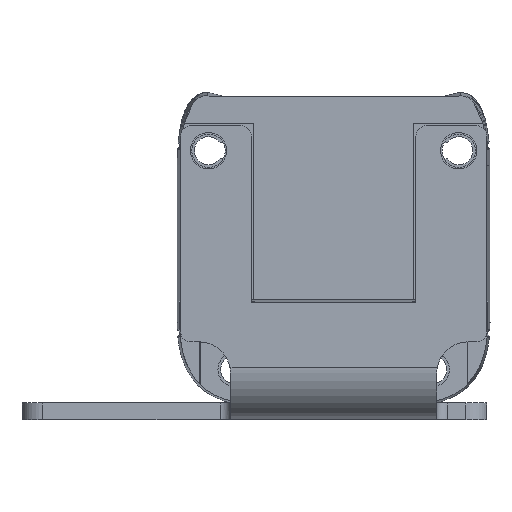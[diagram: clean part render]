
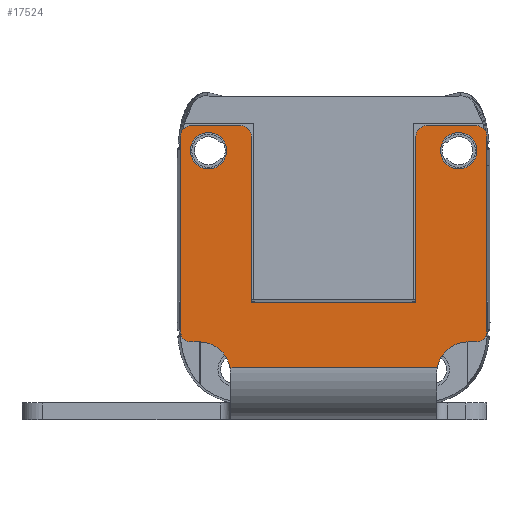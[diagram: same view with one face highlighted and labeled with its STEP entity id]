
A CAD part, front view. The second image highlights one B-rep face of the part: STEP entity #17524.
In plain terms, the highlighted planar face has unit normal (0, -1, 0).
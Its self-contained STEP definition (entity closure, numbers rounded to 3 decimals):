
#16583=DIRECTION('',(-1.,0.,0.));
#16584=VECTOR('',#16583,19.878);
#16585=CARTESIAN_POINT('',(9.939,105.8,-138.994));
#16586=LINE('',#16585,#16584);
#16606=CARTESIAN_POINT('',(12.89,105.8,-139.533));
#16607=DIRECTION('',(0.,1.,0.));
#16608=DIRECTION('',(-0.984,0.,0.18));
#16609=AXIS2_PLACEMENT_3D('',#16606,#16607,#16608);
#16611=CARTESIAN_POINT('',(-12.89,105.8,-139.533));
#16612=DIRECTION('',(0.,1.,0.));
#16613=DIRECTION('',(0.,0.,1.));
#16614=AXIS2_PLACEMENT_3D('',#16611,#16612,#16613);
#16616=CARTESIAN_POINT('',(-13.69,105.8,-135.533));
#16617=DIRECTION('',(0.,-1.,0.));
#16618=DIRECTION('',(-1.,0.,0.));
#16619=AXIS2_PLACEMENT_3D('',#16616,#16617,#16618);
#16621=DIRECTION('',(0.,0.,-1.));
#16622=VECTOR('',#16621,18.733);
#16623=CARTESIAN_POINT('',(-14.69,105.8,-116.8));
#16624=LINE('',#16623,#16622);
#16625=CARTESIAN_POINT('',(-13.69,105.8,-116.8));
#16626=DIRECTION('',(0.,-1.,0.));
#16627=DIRECTION('',(0.,0.,1.));
#16628=AXIS2_PLACEMENT_3D('',#16625,#16626,#16627);
#16630=DIRECTION('',(-1.,0.,0.));
#16631=VECTOR('',#16630,4.8);
#16632=CARTESIAN_POINT('',(-8.89,105.8,-115.8));
#16633=LINE('',#16632,#16631);
#16634=CARTESIAN_POINT('',(-8.89,105.8,-116.8));
#16635=DIRECTION('',(0.,-1.,0.));
#16636=DIRECTION('',(1.,0.,0.));
#16637=AXIS2_PLACEMENT_3D('',#16634,#16635,#16636);
#16639=DIRECTION('',(-1.,0.,0.));
#16640=VECTOR('',#16639,15.78);
#16641=CARTESIAN_POINT('',(7.89,105.8,-132.733));
#16642=LINE('',#16641,#16640);
#16643=DIRECTION('',(0.,0.,-1.));
#16644=VECTOR('',#16643,15.933);
#16645=CARTESIAN_POINT('',(7.89,105.8,-116.8));
#16646=LINE('',#16645,#16644);
#16647=CARTESIAN_POINT('',(8.89,105.8,-116.8));
#16648=DIRECTION('',(0.,-1.,0.));
#16649=DIRECTION('',(0.,0.,1.));
#16650=AXIS2_PLACEMENT_3D('',#16647,#16648,#16649);
#16652=CARTESIAN_POINT('',(13.69,105.8,-116.8));
#16653=DIRECTION('',(0.,-1.,0.));
#16654=DIRECTION('',(1.,0.,0.));
#16655=AXIS2_PLACEMENT_3D('',#16652,#16653,#16654);
#16657=CARTESIAN_POINT('',(13.69,105.8,-135.533));
#16658=DIRECTION('',(0.,-1.,0.));
#16659=DIRECTION('',(0.,0.,-1.));
#16660=AXIS2_PLACEMENT_3D('',#16657,#16658,#16659);
#16662=DIRECTION('',(1.,0.,0.));
#16663=VECTOR('',#16662,0.8);
#16664=CARTESIAN_POINT('',(12.89,105.8,-136.533));
#16665=LINE('',#16664,#16663);
#16666=CARTESIAN_POINT('',(-12.,105.8,-118.2));
#16667=DIRECTION('',(0.,1.,0.));
#16668=DIRECTION('',(0.,0.,1.));
#16669=AXIS2_PLACEMENT_3D('',#16666,#16667,#16668);
#16671=CARTESIAN_POINT('',(-12.,105.8,-118.2));
#16672=DIRECTION('',(0.,1.,0.));
#16673=DIRECTION('',(-1.,0.,0.));
#16674=AXIS2_PLACEMENT_3D('',#16671,#16672,#16673);
#16676=CARTESIAN_POINT('',(-12.,105.8,-118.2));
#16677=DIRECTION('',(0.,1.,0.));
#16678=DIRECTION('',(1.,0.,0.));
#16679=AXIS2_PLACEMENT_3D('',#16676,#16677,#16678);
#16681=CARTESIAN_POINT('',(12.,105.8,-118.2));
#16682=DIRECTION('',(0.,1.,0.));
#16683=DIRECTION('',(0.,0.,-1.));
#16684=AXIS2_PLACEMENT_3D('',#16681,#16682,#16683);
#16686=CARTESIAN_POINT('',(12.,105.8,-118.2));
#16687=DIRECTION('',(0.,1.,0.));
#16688=DIRECTION('',(1.,0.,0.));
#16689=AXIS2_PLACEMENT_3D('',#16686,#16687,#16688);
#16691=CARTESIAN_POINT('',(12.,105.8,-118.2));
#16692=DIRECTION('',(0.,1.,0.));
#16693=DIRECTION('',(0.,0.,1.));
#16694=AXIS2_PLACEMENT_3D('',#16691,#16692,#16693);
#16696=CARTESIAN_POINT('',(12.,105.8,-118.2));
#16697=DIRECTION('',(0.,1.,0.));
#16698=DIRECTION('',(-1.,0.,0.));
#16699=AXIS2_PLACEMENT_3D('',#16696,#16697,#16698);
#16701=DIRECTION('',(-1.,0.,0.));
#16702=VECTOR('',#16701,0.8);
#16703=CARTESIAN_POINT('',(-12.89,105.8,-136.533));
#16704=LINE('',#16703,#16702);
#16801=DIRECTION('',(0.,0.,-1.));
#16802=VECTOR('',#16801,18.733);
#16803=CARTESIAN_POINT('',(14.69,105.8,-116.8));
#16804=LINE('',#16803,#16802);
#16813=DIRECTION('',(1.,0.,0.));
#16814=VECTOR('',#16813,4.8);
#16815=CARTESIAN_POINT('',(8.89,105.8,-115.8));
#16816=LINE('',#16815,#16814);
#16841=DIRECTION('',(0.,0.,-1.));
#16842=VECTOR('',#16841,15.933);
#16843=CARTESIAN_POINT('',(-7.89,105.8,-116.8));
#16844=LINE('',#16843,#16842);
#17035=CARTESIAN_POINT('',(9.939,105.8,-138.994));
#17036=CARTESIAN_POINT('',(12.89,105.8,-136.533));
#17037=VERTEX_POINT('',#17035);
#17038=VERTEX_POINT('',#17036);
#17039=CARTESIAN_POINT('',(13.69,105.8,-136.533));
#17040=VERTEX_POINT('',#17039);
#17041=CARTESIAN_POINT('',(14.69,105.8,-135.533));
#17042=VERTEX_POINT('',#17041);
#17043=CARTESIAN_POINT('',(14.69,105.8,-116.8));
#17044=VERTEX_POINT('',#17043);
#17045=CARTESIAN_POINT('',(13.69,105.8,-115.8));
#17046=VERTEX_POINT('',#17045);
#17047=CARTESIAN_POINT('',(8.89,105.8,-115.8));
#17048=VERTEX_POINT('',#17047);
#17049=CARTESIAN_POINT('',(7.89,105.8,-116.8));
#17050=VERTEX_POINT('',#17049);
#17051=CARTESIAN_POINT('',(7.89,105.8,-132.733));
#17052=VERTEX_POINT('',#17051);
#17053=CARTESIAN_POINT('',(-7.89,105.8,-132.733));
#17054=VERTEX_POINT('',#17053);
#17055=CARTESIAN_POINT('',(-7.89,105.8,-116.8));
#17056=VERTEX_POINT('',#17055);
#17057=CARTESIAN_POINT('',(-8.89,105.8,-115.8));
#17058=VERTEX_POINT('',#17057);
#17059=CARTESIAN_POINT('',(-13.69,105.8,-115.8));
#17060=VERTEX_POINT('',#17059);
#17061=CARTESIAN_POINT('',(-14.69,105.8,-116.8));
#17062=VERTEX_POINT('',#17061);
#17063=CARTESIAN_POINT('',(-14.69,105.8,-135.533));
#17064=VERTEX_POINT('',#17063);
#17065=CARTESIAN_POINT('',(-13.69,105.8,-136.533));
#17066=VERTEX_POINT('',#17065);
#17067=CARTESIAN_POINT('',(-12.89,105.8,-136.533));
#17068=VERTEX_POINT('',#17067);
#17069=CARTESIAN_POINT('',(-9.939,105.8,-138.994));
#17070=VERTEX_POINT('',#17069);
#17116=CARTESIAN_POINT('',(-13.75,105.8,-118.2));
#17118=VERTEX_POINT('',#17116);
#17120=CARTESIAN_POINT('',(-10.25,105.8,-118.2));
#17122=VERTEX_POINT('',#17120);
#17123=CARTESIAN_POINT('',(-12.,105.8,-116.45));
#17124=VERTEX_POINT('',#17123);
#17126=CARTESIAN_POINT('',(13.75,105.8,-118.2));
#17128=VERTEX_POINT('',#17126);
#17130=CARTESIAN_POINT('',(10.25,105.8,-118.2));
#17132=VERTEX_POINT('',#17130);
#17133=CARTESIAN_POINT('',(12.,105.8,-119.95));
#17134=VERTEX_POINT('',#17133);
#17135=CARTESIAN_POINT('',(12.,105.8,-116.45));
#17136=VERTEX_POINT('',#17135);
#17466=CARTESIAN_POINT('',(-9.89,105.8,-142.394));
#17467=DIRECTION('',(0.,-1.,0.));
#17468=DIRECTION('',(-1.,0.,0.));
#17469=AXIS2_PLACEMENT_3D('',#17466,#17467,#17468);
#17470=PLANE('',#17469);
#17471=ORIENTED_EDGE('',*,*,#17405,.F.);
#17472=ORIENTED_EDGE('',*,*,#17435,.T.);
#17473=ORIENTED_EDGE('',*,*,#17453,.F.);
#17475=ORIENTED_EDGE('',*,*,#17474,.T.);
#17477=ORIENTED_EDGE('',*,*,#17476,.F.);
#17479=ORIENTED_EDGE('',*,*,#17478,.F.);
#17481=ORIENTED_EDGE('',*,*,#17480,.F.);
#17483=ORIENTED_EDGE('',*,*,#17482,.F.);
#17485=ORIENTED_EDGE('',*,*,#17484,.F.);
#17487=ORIENTED_EDGE('',*,*,#17486,.T.);
#17489=ORIENTED_EDGE('',*,*,#17488,.F.);
#17491=ORIENTED_EDGE('',*,*,#17490,.F.);
#17493=ORIENTED_EDGE('',*,*,#17492,.F.);
#17495=ORIENTED_EDGE('',*,*,#17494,.T.);
#17497=ORIENTED_EDGE('',*,*,#17496,.F.);
#17499=ORIENTED_EDGE('',*,*,#17498,.T.);
#17501=ORIENTED_EDGE('',*,*,#17500,.F.);
#17503=ORIENTED_EDGE('',*,*,#17502,.F.);
#17504=EDGE_LOOP('',(#17471,#17472,#17473,#17475,#17477,#17479,#17481,#17483,
#17485,#17487,#17489,#17491,#17493,#17495,#17497,#17499,#17501,#17503));
#17505=FACE_OUTER_BOUND('',#17504,.F.);
#17507=ORIENTED_EDGE('',*,*,#17506,.F.);
#17509=ORIENTED_EDGE('',*,*,#17508,.F.);
#17511=ORIENTED_EDGE('',*,*,#17510,.F.);
#17512=EDGE_LOOP('',(#17507,#17509,#17511));
#17513=FACE_BOUND('',#17512,.F.);
#17515=ORIENTED_EDGE('',*,*,#17514,.F.);
#17517=ORIENTED_EDGE('',*,*,#17516,.F.);
#17519=ORIENTED_EDGE('',*,*,#17518,.F.);
#17521=ORIENTED_EDGE('',*,*,#17520,.F.);
#17522=EDGE_LOOP('',(#17515,#17517,#17519,#17521));
#17523=FACE_BOUND('',#17522,.F.);
#16610=CIRCLE('',#16609,3.);
#16615=CIRCLE('',#16614,3.);
#16620=CIRCLE('',#16619,1.);
#16629=CIRCLE('',#16628,1.);
#16638=CIRCLE('',#16637,1.);
#16651=CIRCLE('',#16650,1.);
#16656=CIRCLE('',#16655,1.);
#16661=CIRCLE('',#16660,1.);
#16670=CIRCLE('',#16669,1.75);
#16675=CIRCLE('',#16674,1.75);
#16680=CIRCLE('',#16679,1.75);
#16685=CIRCLE('',#16684,1.75);
#16690=CIRCLE('',#16689,1.75);
#16695=CIRCLE('',#16694,1.75);
#16700=CIRCLE('',#16699,1.75);
#17405=EDGE_CURVE('',#17037,#17038,#16610,.T.);
#17435=EDGE_CURVE('',#17037,#17070,#16586,.T.);
#17453=EDGE_CURVE('',#17068,#17070,#16615,.T.);
#17474=EDGE_CURVE('',#17068,#17066,#16704,.T.);
#17476=EDGE_CURVE('',#17064,#17066,#16620,.T.);
#17478=EDGE_CURVE('',#17062,#17064,#16624,.T.);
#17480=EDGE_CURVE('',#17060,#17062,#16629,.T.);
#17482=EDGE_CURVE('',#17058,#17060,#16633,.T.);
#17484=EDGE_CURVE('',#17056,#17058,#16638,.T.);
#17486=EDGE_CURVE('',#17056,#17054,#16844,.T.);
#17488=EDGE_CURVE('',#17052,#17054,#16642,.T.);
#17490=EDGE_CURVE('',#17050,#17052,#16646,.T.);
#17492=EDGE_CURVE('',#17048,#17050,#16651,.T.);
#17494=EDGE_CURVE('',#17048,#17046,#16816,.T.);
#17496=EDGE_CURVE('',#17044,#17046,#16656,.T.);
#17498=EDGE_CURVE('',#17044,#17042,#16804,.T.);
#17500=EDGE_CURVE('',#17040,#17042,#16661,.T.);
#17502=EDGE_CURVE('',#17038,#17040,#16665,.T.);
#17506=EDGE_CURVE('',#17124,#17122,#16670,.T.);
#17508=EDGE_CURVE('',#17118,#17124,#16675,.T.);
#17510=EDGE_CURVE('',#17122,#17118,#16680,.T.);
#17514=EDGE_CURVE('',#17134,#17132,#16685,.T.);
#17516=EDGE_CURVE('',#17128,#17134,#16690,.T.);
#17518=EDGE_CURVE('',#17136,#17128,#16695,.T.);
#17520=EDGE_CURVE('',#17132,#17136,#16700,.T.);
#17524=ADVANCED_FACE('',(#17505,#17513,#17523),#17470,.T.);
